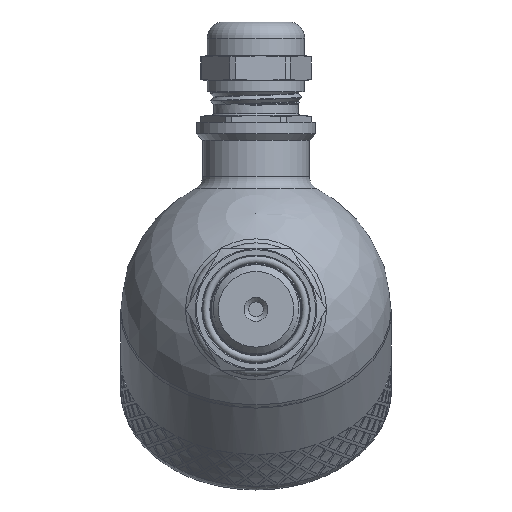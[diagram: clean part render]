
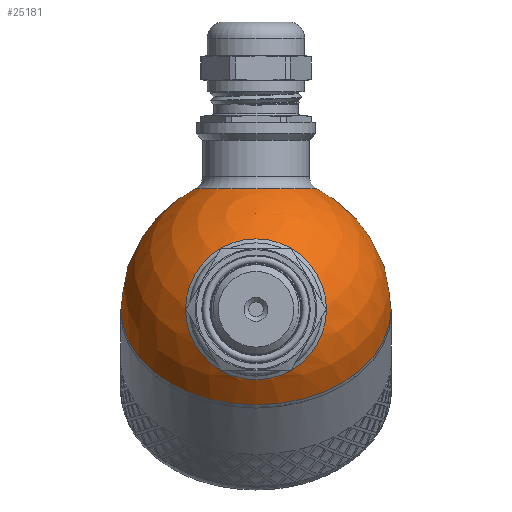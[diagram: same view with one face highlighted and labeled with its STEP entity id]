
A CAD part, left-side view. The second image highlights one B-rep face of the part: STEP entity #25181.
In plain terms, the highlighted spherical face has radius 30 mm.
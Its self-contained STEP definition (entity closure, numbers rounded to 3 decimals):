
#136=SPHERICAL_SURFACE('',#26791,30.);
#1324=FACE_BOUND('',#3767,.T.);
#1325=FACE_BOUND('',#3768,.T.);
#2111=FACE_OUTER_BOUND('',#3766,.T.);
#3766=EDGE_LOOP('',(#18249,#18250,#18251,#18252));
#3767=EDGE_LOOP('',(#18253));
#3768=EDGE_LOOP('',(#18254));
#5293=CIRCLE('',#26713,30.);
#5294=CIRCLE('',#26714,30.);
#5321=CIRCLE('',#26787,13.5);
#5324=CIRCLE('',#26792,30.);
#5325=CIRCLE('',#26793,15.643);
#9794=VERTEX_POINT('',#33517);
#9795=VERTEX_POINT('',#33519);
#10294=VERTEX_POINT('',#39906);
#10296=VERTEX_POINT('',#39913);
#10297=VERTEX_POINT('',#39915);
#12513=EDGE_CURVE('',#9794,#9795,#5293,.T.);
#12514=EDGE_CURVE('',#9795,#9794,#5294,.T.);
#13265=EDGE_CURVE('',#10294,#10294,#5321,.T.);
#13268=EDGE_CURVE('',#9795,#10296,#5324,.T.);
#13269=EDGE_CURVE('',#10297,#10297,#5325,.T.);
#18249=ORIENTED_EDGE('',*,*,#12514,.F.);
#18250=ORIENTED_EDGE('',*,*,#13268,.T.);
#18251=ORIENTED_EDGE('',*,*,#13268,.F.);
#18252=ORIENTED_EDGE('',*,*,#12513,.F.);
#18253=ORIENTED_EDGE('',*,*,#13269,.F.);
#18254=ORIENTED_EDGE('',*,*,#13265,.F.);
#25181=ADVANCED_FACE('',(#2111,#1324,#1325),#136,.T.);
#26713=AXIS2_PLACEMENT_3D('',#33520,#28174,#28175);
#26714=AXIS2_PLACEMENT_3D('',#33521,#28176,#28177);
#26787=AXIS2_PLACEMENT_3D('',#39907,#28586,#28587);
#26791=AXIS2_PLACEMENT_3D('',#39912,#28594,#28595);
#26792=AXIS2_PLACEMENT_3D('',#39914,#28596,#28597);
#26793=AXIS2_PLACEMENT_3D('',#39916,#28598,#28599);
#28174=DIRECTION('center_axis',(1.,0.,0.));
#28175=DIRECTION('ref_axis',(0.,1.,0.));
#28176=DIRECTION('center_axis',(1.,0.,0.));
#28177=DIRECTION('ref_axis',(0.,1.,0.));
#28586=DIRECTION('center_axis',(-0.707,0.,-0.707));
#28587=DIRECTION('ref_axis',(-0.707,0.,0.707));
#28594=DIRECTION('center_axis',(1.,0.,0.));
#28595=DIRECTION('ref_axis',(0.,-1.,0.));
#28596=DIRECTION('center_axis',(0.,0.,1.));
#28597=DIRECTION('ref_axis',(0.,1.,0.));
#28598=DIRECTION('center_axis',(-0.707,0.,0.707));
#28599=DIRECTION('ref_axis',(0.707,0.,0.707));
#33517=CARTESIAN_POINT('',(0.,-30.,0.));
#33519=CARTESIAN_POINT('',(0.,30.,0.));
#33520=CARTESIAN_POINT('Origin',(0.,0.,0.));
#33521=CARTESIAN_POINT('Origin',(0.,0.,0.));
#39906=CARTESIAN_POINT('',(-9.398,0.,-28.49));
#39907=CARTESIAN_POINT('Origin',(-18.944,0.,-18.944));
#39912=CARTESIAN_POINT('Origin',(0.,0.,0.));
#39913=CARTESIAN_POINT('',(-30.,0.,0.));
#39914=CARTESIAN_POINT('Origin',(0.,0.,0.));
#39915=CARTESIAN_POINT('',(-29.162,0.,7.04));
#39916=CARTESIAN_POINT('Origin',(-18.101,0.,18.101));
